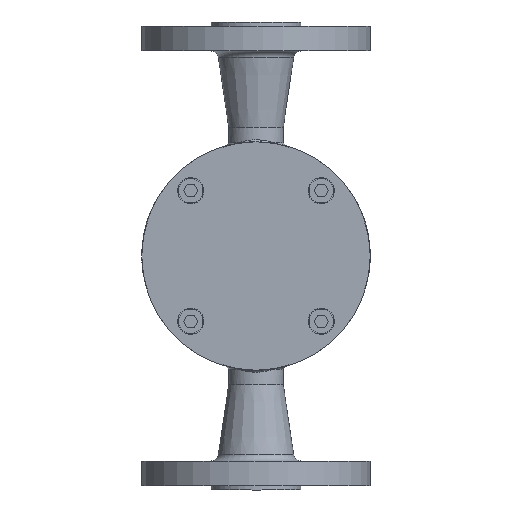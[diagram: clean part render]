
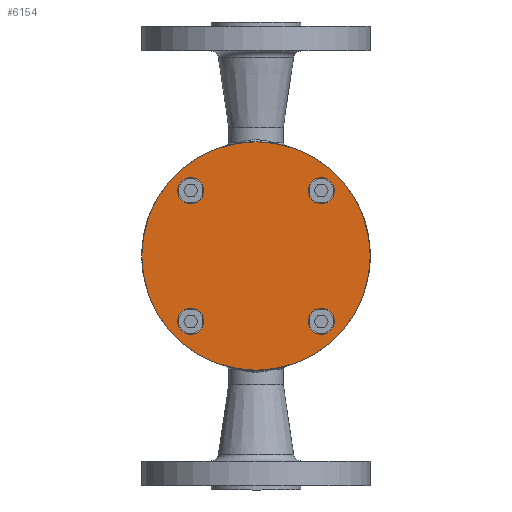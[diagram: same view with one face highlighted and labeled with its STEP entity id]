
A CAD part, front view. The second image highlights one B-rep face of the part: STEP entity #6154.
In plain terms, the highlighted planar face has unit normal (0, -1, 0).
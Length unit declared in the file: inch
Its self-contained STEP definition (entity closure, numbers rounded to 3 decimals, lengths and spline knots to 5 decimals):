
#5699=CARTESIAN_POINT('',(-1.2,0.0,1.0));
#5700=VERTEX_POINT('',#5699);
#5701=CARTESIAN_POINT('',(-1.0,0.0,1.0));
#5702=DIRECTION('',(0.0,1.0,0.0));
#5703=DIRECTION('',(-1.0,0.0,0.0));
#5704=AXIS2_PLACEMENT_3D('',#5701,#5702,#5703);
#5705=CIRCLE('',#5704,0.2);
#5706=EDGE_CURVE('',#5700,#5700,#5705,.T.);
#5747=CARTESIAN_POINT('',(-1.2,0.0,-1.0));
#5748=VERTEX_POINT('',#5747);
#5749=CARTESIAN_POINT('',(-1.0,0.0,-1.0));
#5750=DIRECTION('',(0.0,1.0,0.0));
#5751=DIRECTION('',(-1.0,0.0,0.0));
#5752=AXIS2_PLACEMENT_3D('',#5749,#5750,#5751);
#5753=CIRCLE('',#5752,0.2);
#5754=EDGE_CURVE('',#5748,#5748,#5753,.T.);
#5795=CARTESIAN_POINT('',(0.8,0.0,-1.0));
#5796=VERTEX_POINT('',#5795);
#5797=CARTESIAN_POINT('',(1.0,0.0,-1.0));
#5798=DIRECTION('',(0.0,1.0,0.0));
#5799=DIRECTION('',(-1.0,0.0,0.0));
#5800=AXIS2_PLACEMENT_3D('',#5797,#5798,#5799);
#5801=CIRCLE('',#5800,0.2);
#5802=EDGE_CURVE('',#5796,#5796,#5801,.T.);
#5835=CARTESIAN_POINT('',(0.8,0.0,1.0));
#5836=VERTEX_POINT('',#5835);
#5837=CARTESIAN_POINT('',(1.0,0.0,1.0));
#5838=DIRECTION('',(0.0,1.0,0.0));
#5839=DIRECTION('',(-1.0,0.0,0.0));
#5840=AXIS2_PLACEMENT_3D('',#5837,#5838,#5839);
#5841=CIRCLE('',#5840,0.2);
#5842=EDGE_CURVE('',#5836,#5836,#5841,.T.);
#6122=CARTESIAN_POINT('',(-1.75,0.0,0.));
#6123=VERTEX_POINT('',#6122);
#6124=CARTESIAN_POINT('',(0.0,0.0,0.0));
#6125=DIRECTION('',(0.0,-1.0,0.0));
#6126=DIRECTION('',(1.0,0.0,0.0));
#6127=AXIS2_PLACEMENT_3D('',#6124,#6125,#6126);
#6128=CIRCLE('',#6127,1.75);
#6129=EDGE_CURVE('',#6123,#6123,#6128,.T.);
#6134=CARTESIAN_POINT('',(0.0,0.0,0.0));
#6135=DIRECTION('',(0.0,-1.0,0.0));
#6136=DIRECTION('',(0.0,0.0,-1.0));
#6137=AXIS2_PLACEMENT_3D('',#6134,#6135,#6136);
#6138=PLANE('',#6137);
#6139=ORIENTED_EDGE('',*,*,#6129,.T.);
#6140=EDGE_LOOP('',(#6139));
#6141=FACE_OUTER_BOUND('',#6140,.T.);
#6142=ORIENTED_EDGE('',*,*,#5706,.T.);
#6143=EDGE_LOOP('',(#6142));
#6144=FACE_BOUND('',#6143,.T.);
#6145=ORIENTED_EDGE('',*,*,#5754,.T.);
#6146=EDGE_LOOP('',(#6145));
#6147=FACE_BOUND('',#6146,.T.);
#6148=ORIENTED_EDGE('',*,*,#5802,.T.);
#6149=EDGE_LOOP('',(#6148));
#6150=FACE_BOUND('',#6149,.T.);
#6151=ORIENTED_EDGE('',*,*,#5842,.T.);
#6152=EDGE_LOOP('',(#6151));
#6153=FACE_BOUND('',#6152,.T.);
#6154=ADVANCED_FACE('',(#6141,#6144,#6147,#6150,#6153),#6138,.T.);
